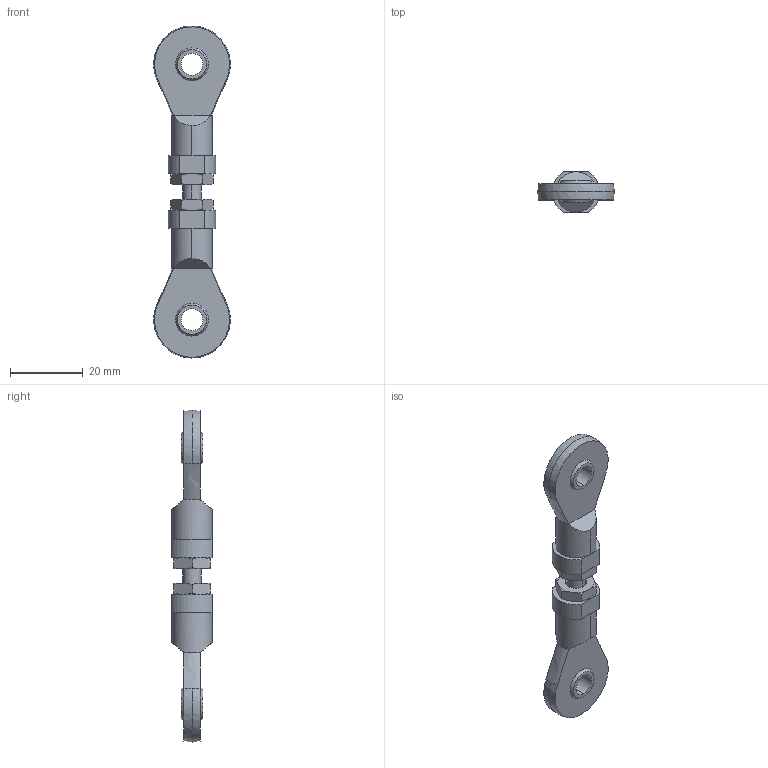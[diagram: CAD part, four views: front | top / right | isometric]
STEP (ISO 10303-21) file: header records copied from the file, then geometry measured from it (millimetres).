
FILE_DESCRIPTION((''),'2;1');
FILE_NAME('CAD-6825_SW0001','2020-02-25T11:33:29',('creinig-se'),(''),'CREO PARAMETRIC BY PTC INC, 2019292','CREO PARAMETRIC BY PTC INC, 2019292','');
FILE_SCHEMA(('CONFIG_CONTROL_DESIGN','SHAPE_APPEARANCE_LAYERS_GROUPS'));
Length unit declared in the file: millimetre
Products named in the file (1): CAD-6825_SW0001
Bounding box: 20.94 x 11 x 91 mm (x, y, z)
Volume: 7183.5 mm3; surface area: 4047 mm2
Topology: 1 solids, 1 shells, 90 faces, 253 edges, 176 vertices
Faces by surface type: plane 36, cone 32, cylinder 14, sphere 8
Entity records: 4627 total; most frequent: CARTESIAN_POINT 963, ORIENTED_EDGE 492, DIRECTION 459, PRESENTATION_STYLE_ASSIGNMENT 295, STYLED_ITEM 251, CURVE_STYLE 250, EDGE_CURVE 246, AXIS2_PLACEMENT_3D 191
